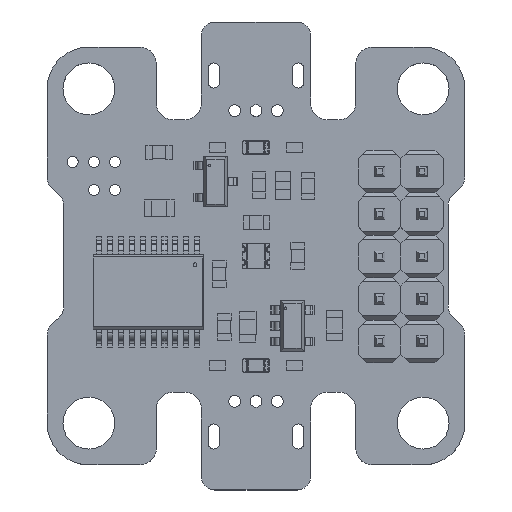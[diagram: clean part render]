
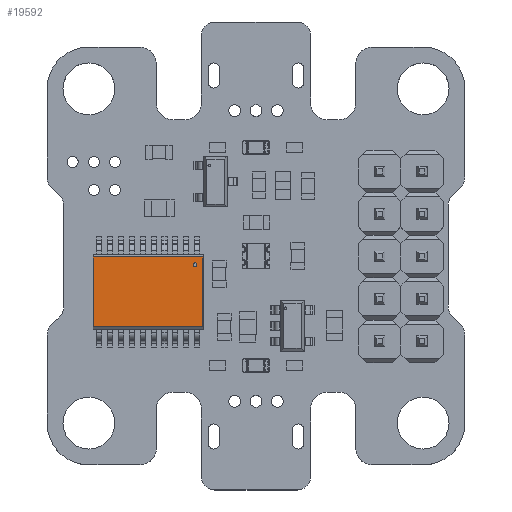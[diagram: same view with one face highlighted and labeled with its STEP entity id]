
A CAD part, top view. The second image highlights one B-rep face of the part: STEP entity #19592.
In plain terms, the highlighted planar face has unit normal (0, 0, 1).
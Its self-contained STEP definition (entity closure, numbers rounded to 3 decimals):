
#19592 = ADVANCED_FACE('',(#19593),#19627,.T.);
#19593 = FACE_BOUND('',#19594,.T.);
#19594 = EDGE_LOOP('',(#19595,#19605,#19613,#19621));
#19595 = ORIENTED_EDGE('',*,*,#19596,.F.);
#19596 = EDGE_CURVE('',#19597,#19599,#19601,.T.);
#19597 = VERTEX_POINT('',#19598);
#19598 = CARTESIAN_POINT('',(2.083,-3.277,1.194));
#19599 = VERTEX_POINT('',#19600);
#19600 = CARTESIAN_POINT('',(-2.083,-3.277,1.194));
#19601 = LINE('',#19602,#19603);
#19602 = CARTESIAN_POINT('',(2.083,-3.277,1.194));
#19603 = VECTOR('',#19604,1.);
#19604 = DIRECTION('',(-1.,0.,0.));
#19605 = ORIENTED_EDGE('',*,*,#19606,.F.);
#19606 = EDGE_CURVE('',#19607,#19597,#19609,.T.);
#19607 = VERTEX_POINT('',#19608);
#19608 = CARTESIAN_POINT('',(2.083,3.277,1.194));
#19609 = LINE('',#19610,#19611);
#19610 = CARTESIAN_POINT('',(2.083,3.277,1.194));
#19611 = VECTOR('',#19612,1.);
#19612 = DIRECTION('',(0.,-1.,0.));
#19613 = ORIENTED_EDGE('',*,*,#19614,.F.);
#19614 = EDGE_CURVE('',#19615,#19607,#19617,.T.);
#19615 = VERTEX_POINT('',#19616);
#19616 = CARTESIAN_POINT('',(-2.083,3.277,1.194));
#19617 = LINE('',#19618,#19619);
#19618 = CARTESIAN_POINT('',(-2.083,3.277,1.194));
#19619 = VECTOR('',#19620,1.);
#19620 = DIRECTION('',(1.,0.,0.));
#19621 = ORIENTED_EDGE('',*,*,#19622,.F.);
#19622 = EDGE_CURVE('',#19599,#19615,#19623,.T.);
#19623 = LINE('',#19624,#19625);
#19624 = CARTESIAN_POINT('',(-2.083,-3.277,1.194));
#19625 = VECTOR('',#19626,1.);
#19626 = DIRECTION('',(0.,1.,0.));
#19627 = PLANE('',#19628);
#19628 = AXIS2_PLACEMENT_3D('',#19629,#19630,#19631);
#19629 = CARTESIAN_POINT('',(-2.083,-3.277,1.194));
#19630 = DIRECTION('',(0.,0.,1.));
#19631 = DIRECTION('',(0.,1.,0.));
